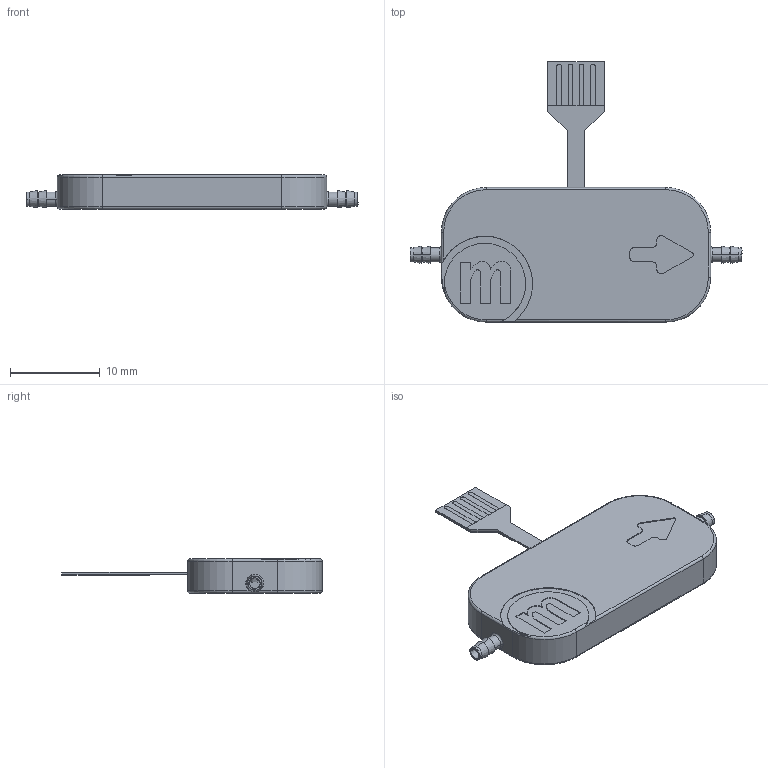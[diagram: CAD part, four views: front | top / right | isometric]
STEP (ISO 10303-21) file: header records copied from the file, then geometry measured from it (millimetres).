
FILE_DESCRIPTION (( 'STEP AP214' ), '1' );
FILE_NAME ('mp6_BAUTEIL-2_110124.STEP', '2016-11-10T08:51:29', ( 'Phillips' ), ( '' ), 'SwSTEP 2.0', 'SolidWorks 2007', '' );
FILE_SCHEMA (( 'AUTOMOTIVE_DESIGN' ));
Length unit declared in the file: millimetre
Products named in the file (1): mp6_BAUTEIL-2_110124
Bounding box: 37 x 29 x 3.8 mm (x, y, z)
Volume: 1644.4 mm3; surface area: 1464.8 mm2
Topology: 6 solids, 6 shells, 191 faces, 469 edges, 295 vertices
Faces by surface type: plane 83, cylinder 67, torus 19, bspline 10, cone 8, sphere 4
Entity records: 8043 total; most frequent: CARTESIAN_POINT 1325, DIRECTION 978, ORIENTED_EDGE 930, EDGE_CURVE 465, AXIS2_PLACEMENT_3D 360, VERTEX_POINT 295, VECTOR 258, LINE 258
